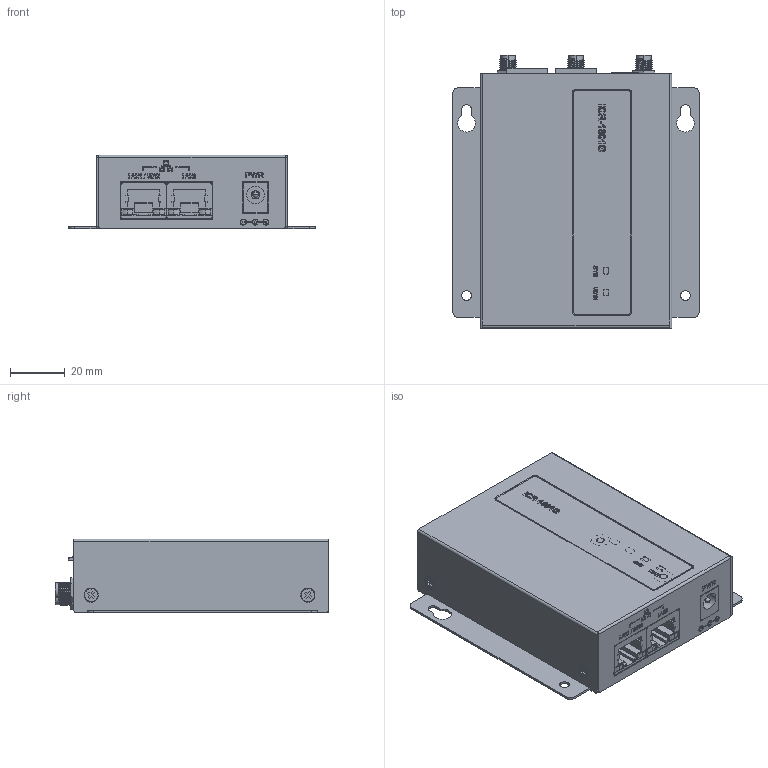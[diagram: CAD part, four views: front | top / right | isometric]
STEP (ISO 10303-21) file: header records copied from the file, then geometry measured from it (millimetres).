
FILE_DESCRIPTION (( 'STEP AP214' ), '1' );
FILE_NAME ('ICR-1601(3D).STEP', '2021-03-29T03:05:29', ( '' ), ( '' ), 'SwSTEP 2.0', 'SolidWorks 2020', '' );
FILE_SCHEMA (( 'AUTOMOTIVE_DESIGN' ));
Length unit declared in the file: millimetre
Products named in the file (10): 1654001118_默_; 1652000318_默_; ICR-1601(3D); 11361Y50VW000AUC001-R2_11361Y500Y000AUC001-A-EKI Model (For China); 1930004446_默_; 1654010681-01_默_; 1652005415-01_默_; Front Mylar for EKI-1642I-Type-2_ICR-1601G; 1750007270-01_默_; 11361Y50VW000AUS001-R2_1
Assembly tree (16 placements, depth 2):
  ICR-1601(3D)
    11361Y50VW000AUC001-R2_11361Y500Y000AUC001-A-EKI Model (For China)
    11361Y50VW000AUS001-R2_1
    1652005415-01_默_  x2
    1652000318_默_
    1750007270-01_默_  x3
    1930004446_默_  x4
    Front Mylar for EKI-1642I-Type-2_ICR-1601G
    1654001118_默_  x2
    1654010681-01_默_
Bounding box: 90 x 100.1 x 27 mm (x, y, z)
Volume: 33943.3 mm3; surface area: 73209.1 mm2
Topology: 26 solids, 26 shells, 3055 faces, 8200 edges, 5398 vertices
Faces by surface type: plane 2081, cylinder 583, bspline 249, cone 78, torus 62, sphere 2
Entity records: 98213 total; most frequent: CARTESIAN_POINT 28344, ORIENTED_EDGE 12244, DIRECTION 10254, EDGE_CURVE 6122, LINE 4494, VECTOR 4494, VERTEX_POINT 4038, AXIS2_PLACEMENT_3D 2880
